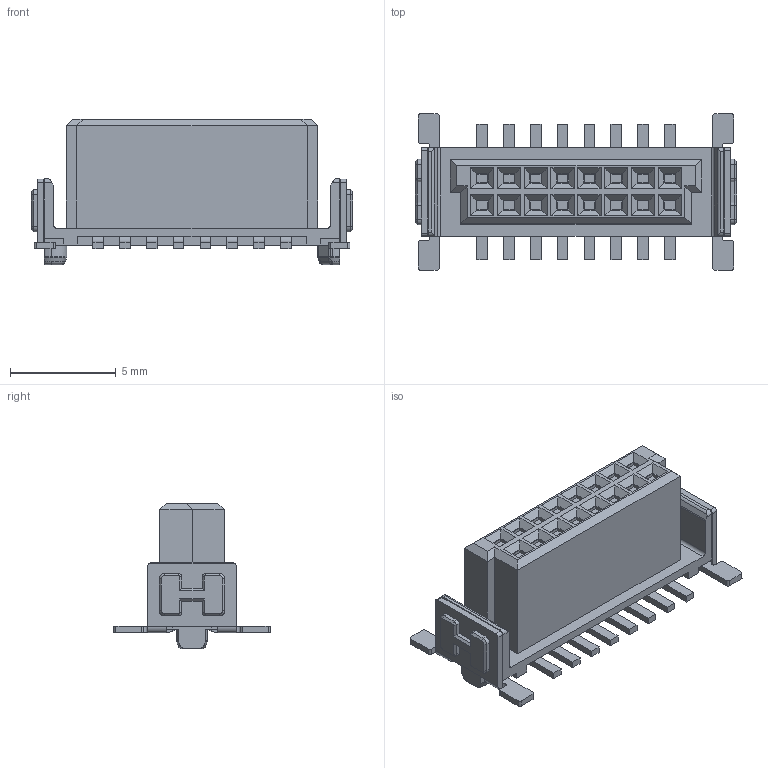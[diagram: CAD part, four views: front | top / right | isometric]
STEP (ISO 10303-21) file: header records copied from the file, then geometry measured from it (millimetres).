
FILE_DESCRIPTION(('CATIA V5 STEP Exchange','CAx-IF Rec.Pracs.--- Model Styling and Organization---1.4--- 2014-01-23'),'2;1');
FILE_NAME ('D1463907_0_2747260000_2747260000.stp','2020-10-05T08:15:43+00:00',('none'),('Weidmueller'),'CATIA Version 5-6 Release 2016 SP3 HF44','CATIA V5 STEP AP214','none');
FILE_SCHEMA(('AUTOMOTIVE_DESIGN { 1 0 10303 214 1 1 1 1 }'));
Length unit declared in the file: millimetre
Products named in the file (1): 2747260000
Bounding box: 15.24 x 7.4 x 6.88 mm (x, y, z)
Volume: 234.1 mm3; surface area: 499.1 mm2
Topology: 1 solids, 1 shells, 673 faces, 1759 edges, 1143 vertices
Faces by surface type: plane 409, cylinder 134, bspline 52, torus 48, cone 22, sphere 8
Entity records: 25836 total; most frequent: CARTESIAN_POINT 10035, ORIENTED_EDGE 3518, DIRECTION 2507, EDGE_CURVE 1759, VECTOR 1210, LINE 1210, VERTEX_POINT 1143, AXIS2_PLACEMENT_3D 816
